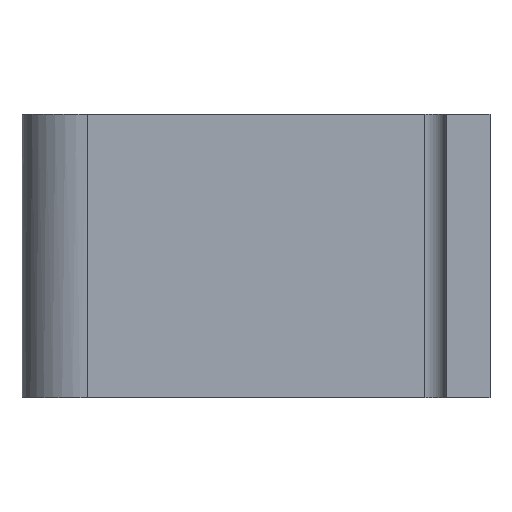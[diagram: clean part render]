
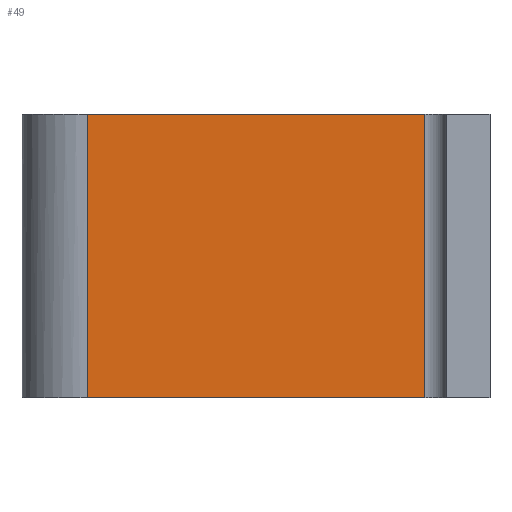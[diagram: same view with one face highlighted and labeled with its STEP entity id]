
A CAD part, left-side view. The second image highlights one B-rep face of the part: STEP entity #49.
In plain terms, the highlighted planar face has unit normal (-1, 0, 0).
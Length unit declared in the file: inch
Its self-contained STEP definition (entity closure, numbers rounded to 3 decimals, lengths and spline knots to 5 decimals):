
#49=ADVANCED_FACE('',(#112),#113,.T.);
#112=FACE_OUTER_BOUND('',#197,.T.);
#113=PLANE('',#198);
#197=EDGE_LOOP('',(#348,#349,#350,#351));
#198=AXIS2_PLACEMENT_3D('',#352,#353,#354);
#348=ORIENTED_EDGE('',*,*,#521,.T.);
#349=ORIENTED_EDGE('',*,*,#522,.F.);
#350=ORIENTED_EDGE('',*,*,#523,.T.);
#351=ORIENTED_EDGE('',*,*,#524,.T.);
#352=CARTESIAN_POINT('',(1.87482,1.34362,0.0));
#353=DIRECTION('',(-1.0,0.0,0.0));
#354=DIRECTION('',(0.0,-1.0,0.0));
#521=EDGE_CURVE('',#608,#609,#610,.T.);
#522=EDGE_CURVE('',#611,#609,#612,.T.);
#523=EDGE_CURVE('',#611,#613,#614,.T.);
#524=EDGE_CURVE('',#613,#608,#615,.T.);
#608=VERTEX_POINT('',#739);
#609=VERTEX_POINT('',#740);
#610=LINE('',#741,#742);
#611=VERTEX_POINT('',#743);
#612=LINE('',#744,#745);
#613=VERTEX_POINT('',#746);
#614=LINE('',#747,#748);
#615=LINE('',#749,#750);
#739=CARTESIAN_POINT('',(1.87482,0.37496,1.625));
#740=CARTESIAN_POINT('',(1.87482,2.31228,1.625));
#741=CARTESIAN_POINT('',(1.87482,2.31228,1.625));
#742=VECTOR('',#954,1.0);
#743=CARTESIAN_POINT('',(1.87482,2.31228,0.0));
#744=CARTESIAN_POINT('',(1.87482,2.31228,0.0));
#745=VECTOR('',#955,1.0);
#746=CARTESIAN_POINT('',(1.87482,0.37496,0.0));
#747=CARTESIAN_POINT('',(1.87482,2.31228,0.0));
#748=VECTOR('',#956,1.0);
#749=CARTESIAN_POINT('',(1.87482,0.37496,0.0));
#750=VECTOR('',#957,1.0);
#954=DIRECTION('',(0.0,1.0,0.0));
#955=DIRECTION('',(0.0,0.0,1.0));
#956=DIRECTION('',(0.0,-1.0,0.0));
#957=DIRECTION('',(0.0,0.0,1.0));
